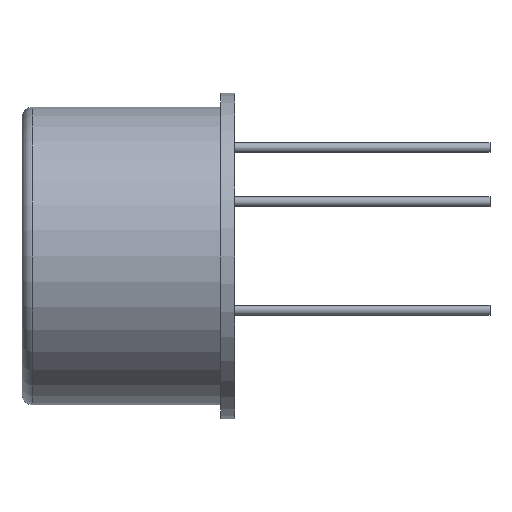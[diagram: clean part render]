
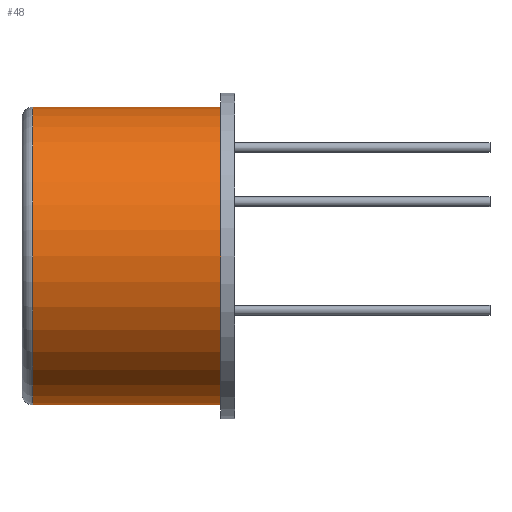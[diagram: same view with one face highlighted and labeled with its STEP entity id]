
A CAD part, left-side view. The second image highlights one B-rep face of the part: STEP entity #48.
In plain terms, the highlighted cylindrical face has radius 7 mm (diameter 14 mm), a partial arc.
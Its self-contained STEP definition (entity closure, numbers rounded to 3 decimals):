
#5 = ORIENTED_EDGE ( 'NONE', *, *, #1421, .F. ) ;
#30 = AXIS2_PLACEMENT_3D ( 'NONE', #1376, #2017, #1584 ) ;
#48 = ADVANCED_FACE ( 'NONE', ( #1884 ), #440, .T. ) ;
#117 = EDGE_CURVE ( 'NONE', #1432, #1461, #1459, .T. ) ;
#137 = DIRECTION ( 'NONE',  ( 0., -1., 0. ) ) ;
#302 = VECTOR ( 'NONE', #1005, 1000. ) ;
#342 = AXIS2_PLACEMENT_3D ( 'NONE', #1212, #909, #1959 ) ;
#434 = EDGE_CURVE ( 'NONE', #1155, #520, #1326, .T. ) ;
#440 = CYLINDRICAL_SURFACE ( 'NONE', #724, 7. ) ;
#471 = DIRECTION ( 'NONE',  ( 0., 0., -1. ) ) ;
#516 = CARTESIAN_POINT ( 'NONE',  ( 0., 0., 7. ) ) ;
#520 = VERTEX_POINT ( 'NONE', #1118 ) ;
#597 = ORIENTED_EDGE ( 'NONE', *, *, #1351, .T. ) ;
#712 = LINE ( 'NONE', #516, #302 ) ;
#724 = AXIS2_PLACEMENT_3D ( 'NONE', #1066, #1101, #471 ) ;
#893 = VECTOR ( 'NONE', #137, 1000. ) ;
#909 = DIRECTION ( 'NONE',  ( 0., -1., 0. ) ) ;
#914 = CARTESIAN_POINT ( 'NONE',  ( 0., 0.65, -7. ) ) ;
#1002 = ORIENTED_EDGE ( 'NONE', *, *, #117, .F. ) ;
#1005 = DIRECTION ( 'NONE',  ( 0., -1., 0. ) ) ;
#1066 = CARTESIAN_POINT ( 'NONE',  ( 0., 0., 0. ) ) ;
#1101 = DIRECTION ( 'NONE',  ( 0., -1., 0. ) ) ;
#1118 = CARTESIAN_POINT ( 'NONE',  ( 0., 9.5, -7. ) ) ;
#1144 = EDGE_LOOP ( 'NONE', ( #5, #1400, #597, #1002 ) ) ;
#1155 = VERTEX_POINT ( 'NONE', #1511 ) ;
#1212 = CARTESIAN_POINT ( 'NONE',  ( 0., 9.5, 0. ) ) ;
#1326 = CIRCLE ( 'NONE', #342, 7. ) ;
#1351 = EDGE_CURVE ( 'NONE', #520, #1461, #1417, .T. ) ;
#1376 = CARTESIAN_POINT ( 'NONE',  ( 0., 0.65, 0. ) ) ;
#1400 = ORIENTED_EDGE ( 'NONE', *, *, #434, .T. ) ;
#1417 = LINE ( 'NONE', #1883, #893 ) ;
#1421 = EDGE_CURVE ( 'NONE', #1155, #1432, #712, .T. ) ;
#1432 = VERTEX_POINT ( 'NONE', #1512 ) ;
#1459 = CIRCLE ( 'NONE', #30, 7. ) ;
#1461 = VERTEX_POINT ( 'NONE', #914 ) ;
#1511 = CARTESIAN_POINT ( 'NONE',  ( 0., 9.5, 7. ) ) ;
#1512 = CARTESIAN_POINT ( 'NONE',  ( 0., 0.65, 7. ) ) ;
#1584 = DIRECTION ( 'NONE',  ( 0., 0., -1. ) ) ;
#1883 = CARTESIAN_POINT ( 'NONE',  ( 0., 0., -7. ) ) ;
#1884 = FACE_OUTER_BOUND ( 'NONE', #1144, .T. ) ;
#1959 = DIRECTION ( 'NONE',  ( 0., 0., -1. ) ) ;
#2017 = DIRECTION ( 'NONE',  ( 0., -1., 0. ) ) ;
